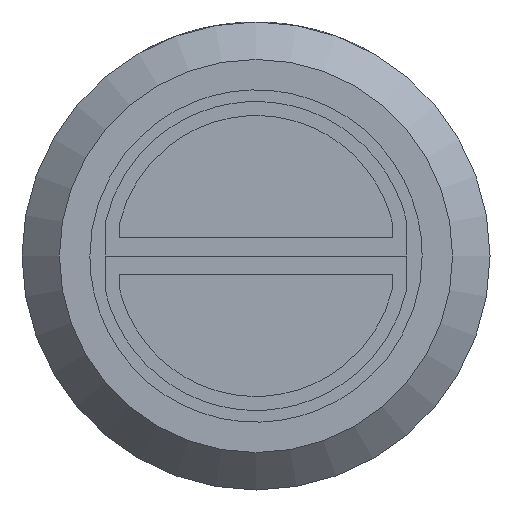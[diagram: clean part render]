
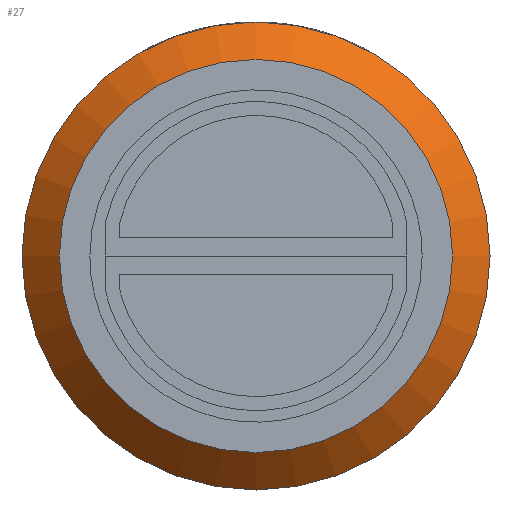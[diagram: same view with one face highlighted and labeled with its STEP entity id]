
A CAD part, front view. The second image highlights one B-rep face of the part: STEP entity #27.
In plain terms, the highlighted conical face has half-angle 45 degrees and reference radius 2.5 mm.
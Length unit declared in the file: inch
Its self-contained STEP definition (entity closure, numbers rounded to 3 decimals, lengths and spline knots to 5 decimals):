
#16 = DIRECTION ( 'NONE',  ( 0., 1., 0. ) ) ;
#27 = ADVANCED_FACE ( 'NONE', ( #149, #170 ), #820, .T. ) ;
#60 = AXIS2_PLACEMENT_3D ( 'NONE', #817, #887, #960 ) ;
#90 = ORIENTED_EDGE ( 'NONE', *, *, #227, .F. ) ;
#94 = DIRECTION ( 'NONE',  ( 0., 0., -1. ) ) ;
#149 = FACE_OUTER_BOUND ( 'NONE', #596, .T. ) ;
#150 = ORIENTED_EDGE ( 'NONE', *, *, #779, .T. ) ;
#152 = CIRCLE ( 'NONE', #156, 0.09843 ) ;
#156 = AXIS2_PLACEMENT_3D ( 'NONE', #922, #16, #94 ) ;
#170 = FACE_BOUND ( 'NONE', #377, .T. ) ;
#200 = CARTESIAN_POINT ( 'NONE',  ( 0., 0.01575, -0.09843 ) ) ;
#217 = AXIS2_PLACEMENT_3D ( 'NONE', #880, #356, #733 ) ;
#227 = EDGE_CURVE ( 'NONE', #790, #790, #152, .T. ) ;
#351 = CARTESIAN_POINT ( 'NONE',  ( 0., 0., 0.08268 ) ) ;
#356 = DIRECTION ( 'NONE',  ( 0., 1., 0. ) ) ;
#377 = EDGE_LOOP ( 'NONE', ( #150 ) ) ;
#564 = CIRCLE ( 'NONE', #60, 0.08268 ) ;
#596 = EDGE_LOOP ( 'NONE', ( #90 ) ) ;
#606 = VERTEX_POINT ( 'NONE', #351 ) ;
#733 = DIRECTION ( 'NONE',  ( 0., 0., 1. ) ) ;
#779 = EDGE_CURVE ( 'NONE', #606, #606, #564, .T. ) ;
#790 = VERTEX_POINT ( 'NONE', #200 ) ;
#817 = CARTESIAN_POINT ( 'NONE',  ( 0., 0., 0. ) ) ;
#820 = CONICAL_SURFACE ( 'NONE', #217, 0.09843, 0.785 ) ;
#880 = CARTESIAN_POINT ( 'NONE',  ( 0., 0.01575, 0. ) ) ;
#887 = DIRECTION ( 'NONE',  ( 0., 1., 0. ) ) ;
#922 = CARTESIAN_POINT ( 'NONE',  ( 0., 0.01575, 0. ) ) ;
#960 = DIRECTION ( 'NONE',  ( 0., 0., 1. ) ) ;
